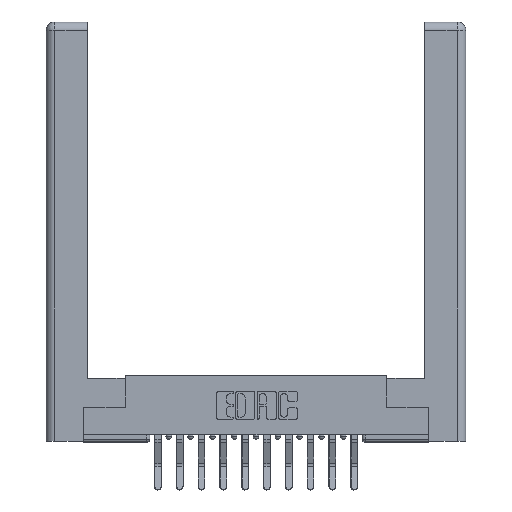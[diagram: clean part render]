
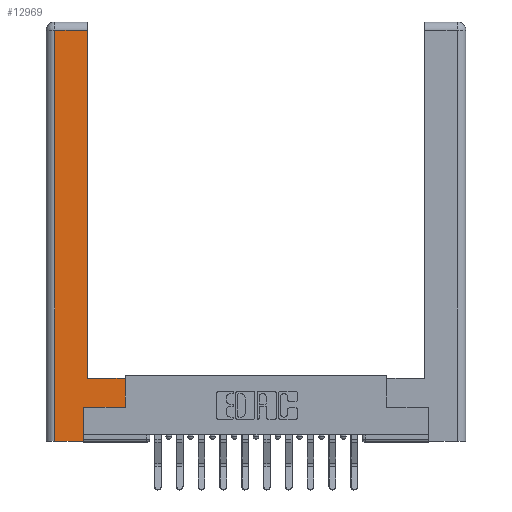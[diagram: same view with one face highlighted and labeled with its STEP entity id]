
A CAD part, top view. The second image highlights one B-rep face of the part: STEP entity #12969.
In plain terms, the highlighted planar face has unit normal (0, 0, 1).
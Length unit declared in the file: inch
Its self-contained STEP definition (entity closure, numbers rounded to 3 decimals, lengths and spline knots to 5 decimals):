
#459 = CARTESIAN_POINT ( 'NONE',  ( 0.0615, 0., 0. ) ) ;
#597 = DIRECTION ( 'NONE',  ( 0., 1., 0. ) ) ;
#700 = CARTESIAN_POINT ( 'NONE',  ( 0.0615, 2.94, 0. ) ) ;
#905 = EDGE_CURVE ( 'NONE', #4336, #13655, #14985, .T. ) ;
#1223 = VECTOR ( 'NONE', #6124, 39.37008 ) ;
#1324 = EDGE_CURVE ( 'NONE', #11866, #5938, #2984, .T. ) ;
#1412 = LINE ( 'NONE', #10950, #6626 ) ;
#1415 = LINE ( 'NONE', #3701, #1223 ) ;
#1563 = CARTESIAN_POINT ( 'NONE',  ( 0.265, 0.245, 0. ) ) ;
#1604 = PLANE ( 'NONE',  #15474 ) ;
#1655 = DIRECTION ( 'NONE',  ( 0., -1., 0. ) ) ;
#1851 = CARTESIAN_POINT ( 'NONE',  ( 0., 0., 0. ) ) ;
#2013 = VERTEX_POINT ( 'NONE', #3794 ) ;
#2150 = ORIENTED_EDGE ( 'NONE', *, *, #6355, .T. ) ;
#2183 = EDGE_CURVE ( 'NONE', #4919, #4336, #7645, .T. ) ;
#2195 = VECTOR ( 'NONE', #1655, 39.37008 ) ;
#2484 = CARTESIAN_POINT ( 'NONE',  ( 0.295, 2.94, 0. ) ) ;
#2659 = CARTESIAN_POINT ( 'NONE',  ( 0.265, 0., 0. ) ) ;
#2947 = DIRECTION ( 'NONE',  ( 0., 0., -1. ) ) ;
#2984 = LINE ( 'NONE', #6347, #8627 ) ;
#3199 = LINE ( 'NONE', #2659, #11302 ) ;
#3701 = CARTESIAN_POINT ( 'NONE',  ( 0.295, 3., 0. ) ) ;
#3794 = CARTESIAN_POINT ( 'NONE',  ( 0.565, 0.245, 0. ) ) ;
#4291 = DIRECTION ( 'NONE',  ( 1., 0., 0. ) ) ;
#4336 = VERTEX_POINT ( 'NONE', #700 ) ;
#4919 = VERTEX_POINT ( 'NONE', #2484 ) ;
#5530 = FACE_OUTER_BOUND ( 'NONE', #9381, .T. ) ;
#5669 = CARTESIAN_POINT ( 'NONE',  ( 0.565, 0.45, 0. ) ) ;
#5817 = EDGE_CURVE ( 'NONE', #5965, #4919, #1415, .T. ) ;
#5905 = LINE ( 'NONE', #14196, #13839 ) ;
#5938 = VERTEX_POINT ( 'NONE', #1563 ) ;
#5965 = VERTEX_POINT ( 'NONE', #10067 ) ;
#6000 = DIRECTION ( 'NONE',  ( 0., 1., 0. ) ) ;
#6124 = DIRECTION ( 'NONE',  ( 0., 1., 0. ) ) ;
#6347 = CARTESIAN_POINT ( 'NONE',  ( 0.265, 0.245, 0. ) ) ;
#6355 = EDGE_CURVE ( 'NONE', #13655, #11866, #3199, .T. ) ;
#6626 = VECTOR ( 'NONE', #13306, 39.37008 ) ;
#6697 = ORIENTED_EDGE ( 'NONE', *, *, #905, .T. ) ;
#7065 = CARTESIAN_POINT ( 'NONE',  ( 0.0615, 0., 0. ) ) ;
#7196 = LINE ( 'NONE', #12000, #13103 ) ;
#7584 = VERTEX_POINT ( 'NONE', #5669 ) ;
#7645 = LINE ( 'NONE', #7723, #14475 ) ;
#7723 = CARTESIAN_POINT ( 'NONE',  ( 0.0615, 2.94, 0. ) ) ;
#8355 = CARTESIAN_POINT ( 'NONE',  ( 0.265, 0., 0. ) ) ;
#8627 = VECTOR ( 'NONE', #597, 39.37008 ) ;
#8734 = ORIENTED_EDGE ( 'NONE', *, *, #1324, .T. ) ;
#8741 = EDGE_CURVE ( 'NONE', #2013, #7584, #7196, .T. ) ;
#8944 = EDGE_CURVE ( 'NONE', #7584, #5965, #5905, .T. ) ;
#9094 = DIRECTION ( 'NONE',  ( -1., 0., 0. ) ) ;
#9381 = EDGE_LOOP ( 'NONE', ( #12780, #11222, #6697, #2150, #8734, #15262, #14270, #14391 ) ) ;
#10067 = CARTESIAN_POINT ( 'NONE',  ( 0.295, 0.45, 0. ) ) ;
#10950 = CARTESIAN_POINT ( 'NONE',  ( 0.565, 0.245, 0. ) ) ;
#11222 = ORIENTED_EDGE ( 'NONE', *, *, #2183, .T. ) ;
#11302 = VECTOR ( 'NONE', #4291, 39.37008 ) ;
#11352 = DIRECTION ( 'NONE',  ( -1., 0., 0. ) ) ;
#11866 = VERTEX_POINT ( 'NONE', #8355 ) ;
#12000 = CARTESIAN_POINT ( 'NONE',  ( 0.565, 0.45, 0. ) ) ;
#12780 = ORIENTED_EDGE ( 'NONE', *, *, #5817, .T. ) ;
#12969 = ADVANCED_FACE ( 'NONE', ( #5530 ), #1604, .F. ) ;
#13103 = VECTOR ( 'NONE', #6000, 39.37008 ) ;
#13306 = DIRECTION ( 'NONE',  ( 1., 0., 0. ) ) ;
#13655 = VERTEX_POINT ( 'NONE', #7065 ) ;
#13839 = VECTOR ( 'NONE', #14122, 39.37008 ) ;
#14122 = DIRECTION ( 'NONE',  ( -1., 0., 0. ) ) ;
#14196 = CARTESIAN_POINT ( 'NONE',  ( 0.295, 0.45, 0. ) ) ;
#14270 = ORIENTED_EDGE ( 'NONE', *, *, #8741, .T. ) ;
#14391 = ORIENTED_EDGE ( 'NONE', *, *, #8944, .T. ) ;
#14475 = VECTOR ( 'NONE', #11352, 39.37008 ) ;
#14916 = EDGE_CURVE ( 'NONE', #5938, #2013, #1412, .T. ) ;
#14985 = LINE ( 'NONE', #459, #2195 ) ;
#15262 = ORIENTED_EDGE ( 'NONE', *, *, #14916, .T. ) ;
#15474 = AXIS2_PLACEMENT_3D ( 'NONE', #1851, #2947, #9094 ) ;
